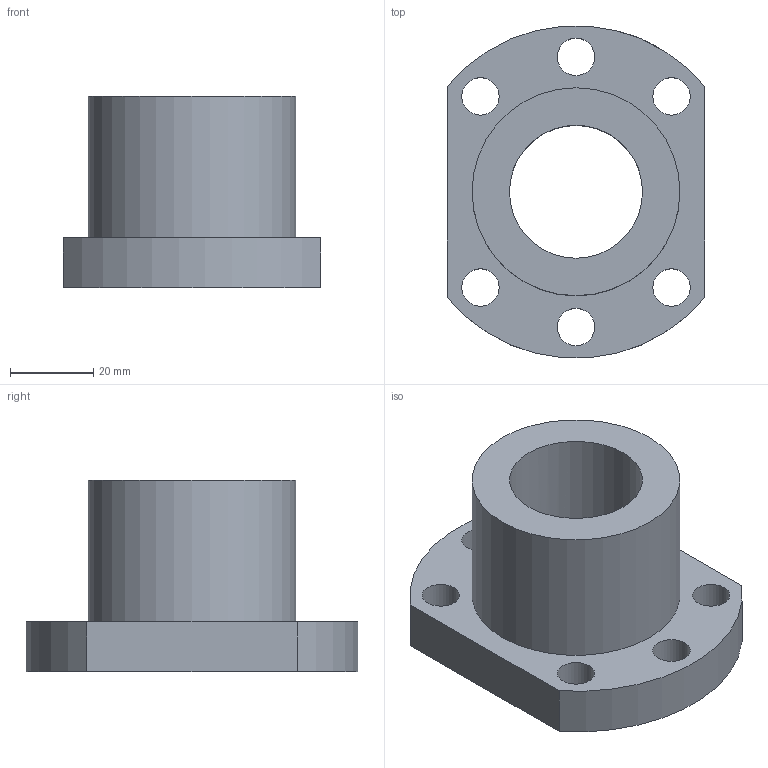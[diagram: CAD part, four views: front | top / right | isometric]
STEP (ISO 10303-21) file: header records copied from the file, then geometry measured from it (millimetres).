
FILE_DESCRIPTION(/* description */ (''),/* implementation_level */ '2;1');
FILE_NAME(/* name */ '32-5T3',/* time_stamp */ '2007-05-17T17:55:36+08:00',/* author */ (''),/* organization */ (''),/* preprocessor_version */ 'ST-DEVELOPER v9',/* originating_system */ 'UGS - NX 4.0',/* authorisation */ '');
FILE_SCHEMA (('CONFIG_CONTROL_DESIGN'));
Length unit declared in the file: millimetre
Products named in the file (1): 32-5T3
Bounding box: 62 x 79.74 x 46 mm (x, y, z)
Volume: 77644.4 mm3; surface area: 21668.2 mm2
Topology: 1 solids, 1 shells, 18 faces, 42 edges, 28 vertices
Faces by surface type: cylinder 12, plane 6
Full cylindrical faces by diameter (mm): 4 x1, 6 x1, 9 x6, 32 x1, 50 x1
Entity records: 706 total; most frequent: CARTESIAN_POINT 193, DIRECTION 90, ORIENTED_EDGE 64, EDGE_LOOP 46, AXIS2_PLACEMENT_3D 41, FACE_BOUND 38, EDGE_CURVE 32, VERTEX_POINT 28
